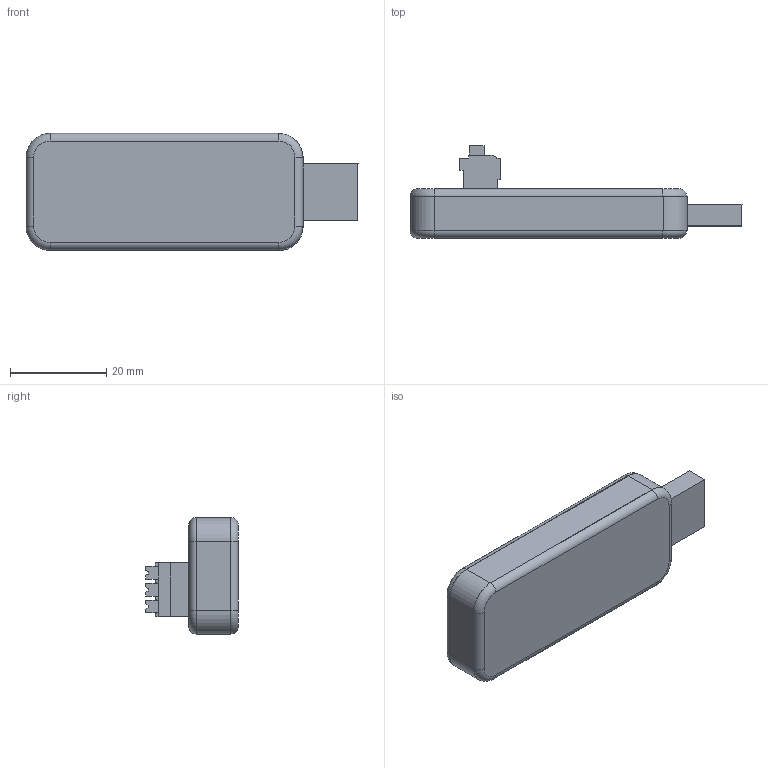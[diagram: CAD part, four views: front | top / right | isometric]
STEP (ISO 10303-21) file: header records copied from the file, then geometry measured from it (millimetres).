
FILE_DESCRIPTION (( 'STEP AP203' ), '1' );
FILE_NAME ('EcoEcco.STEP', '2017-04-26T09:57:37', ( '' ), ( '' ), 'SwSTEP 2.0', 'SolidWorks 2017', '' );
FILE_SCHEMA (( 'CONFIG_CONTROL_DESIGN' ));
Length unit declared in the file: millimetre
Products named in the file (74): User_Library-SOT23-5-3_Fusion DDS864; USB_SMD_plug_-1-1734028-1-c-3d DDS864; MiniMelf_sod80 DDS864; User_Library-LTST-C190GKT_Lens DDS864; cap_0603 DDS864; User_Library-Array-1206-4Way-Var2-1_Anschl_X_FCsse_1 DDS864; L2 DDS864; P1 DDS864; R7 DDS864; STEP-WE-CNSW-0805-rev1 DDS864; 744242101_2 DDS864; User_Library-LTST-C190GKT_Pad001 DDS864; L1 DDS864; R6 DDS864; User_Library-SOT23-5-3_Free-Models003 DDS864; Boden DDS864; res-Array-1206-4Way DDS864; Board DDS864; D1 DDS864; res_0805 DDS864; Base scatola; C4 DDS864; SM04B-SRSS-TB DDS864; LD1 DDS864; User_Library-Array-1206-4Way-Var2-1_K_X_F6rper_1 DDS864; L飆fl踄he DDS864; R10 DDS864; base DDS864; C8 DDS864; JP1 DDS864; C1 DDS864; R5 DDS864; EcoEcco; RR2 DDS864; Cornice scatola; User_Library-LTST-C190GKT_Pad DDS864; U1 DDS864; LSF-SMD3.5_03_180_3.5_SN_BK_RL_1250370000 DDS864; X1 DDS864; C7 DDS864 ...
Assembly tree (93 placements, depth 5):
  EcoEcco
    Base scatola
    DDS864
      Board DDS864
      C8 DDS864
        cap_0603 DDS864
      P2 DDS864
        LSF-SMD3.5_03_180_3.5_SN_BK_RL_1250370000 DDS864
      P1 DDS864
        SM04B-SRSS-TB DDS864
      X1 DDS864
        tsx-3225-1 DDS864
      U3 DDS864
        SOIC-8-1 DDS864
      U2 DDS864
        User_Library-SSOP-28-1 DDS864
      U1 DDS864
        SOT23-5-3 DDS864
          User_Library-SOT23-5-3_Free-Models003 DDS864
          User_Library-SOT23-5-3_Fusion DDS864
      RR2 DDS864
        res-Array-1206-4Way DDS864
          User_Library-Array-1206-4Way-Var2-1_Anschl_X_FCsse_1 DDS864
          User_Library-Array-1206-4Way-Var2-1_K_X_F6rper_1 DDS864
          User_Library-Array-1206-4Way-Var2-1_Deckel_1 DDS864
          User_Library-Array-1206-4Way-Var2-1_Beschriftung_1 DDS864
      RR1 DDS864
        res-Array-1206-4Way DDS864
          User_Library-Array-1206-4Way-Var2-1_Anschl_X_FCsse_1 DDS864
          User_Library-Array-1206-4Way-Var2-1_K_X_F6rper_1 DDS864
          User_Library-Array-1206-4Way-Var2-1_Deckel_1 DDS864
          User_Library-Array-1206-4Way-Var2-1_Beschriftung_1 DDS864
      R10 DDS864
        res_0805 DDS864
      R9 DDS864
        res_0603 DDS864
      R8 DDS864
        res_0603 DDS864
      R7 DDS864
        res_0603 DDS864
      R6 DDS864
        res_0805 DDS864
      R5 DDS864
        res_0603 DDS864
      R3 DDS864
        res_0603 DDS864
      R2 DDS864
        res_0805 DDS864
      R1 DDS864
        res_0805 DDS864
      LD1 DDS864
        led_0603 DDS864
          User_Library-LTST-C190GKT_Pad005 DDS864
          User_Library-LTST-C190GKT_Pad001 DDS864
          User_Library-LTST-C190GKT_Pad004 DDS864
          User_Library-LTST-C190GKT_Pad003 DDS864
          User_Library-LTST-C190GKT_Lens DDS864
          User_Library-LTST-C190GKT_Pad DDS864
      L2 DDS864
        744242101 DDS864
Bounding box: 69.13 x 19.26 x 24.4 mm (x, y, z)
Volume: 10477.1 mm3; surface area: 15439.4 mm2
Topology: 100 solids, 100 shells, 4951 faces, 12523 edges, 7750 vertices
Faces by surface type: plane 2317, bspline 1688, cylinder 914, torus 32
Entity records: 188183 total; most frequent: CARTESIAN_POINT 100065, ORIENTED_EDGE 18222, DIRECTION 14446, EDGE_CURVE 9111, VERTEX_POINT 5670, LINE 4824, VECTOR 4824, AXIS2_PLACEMENT_3D 4811
